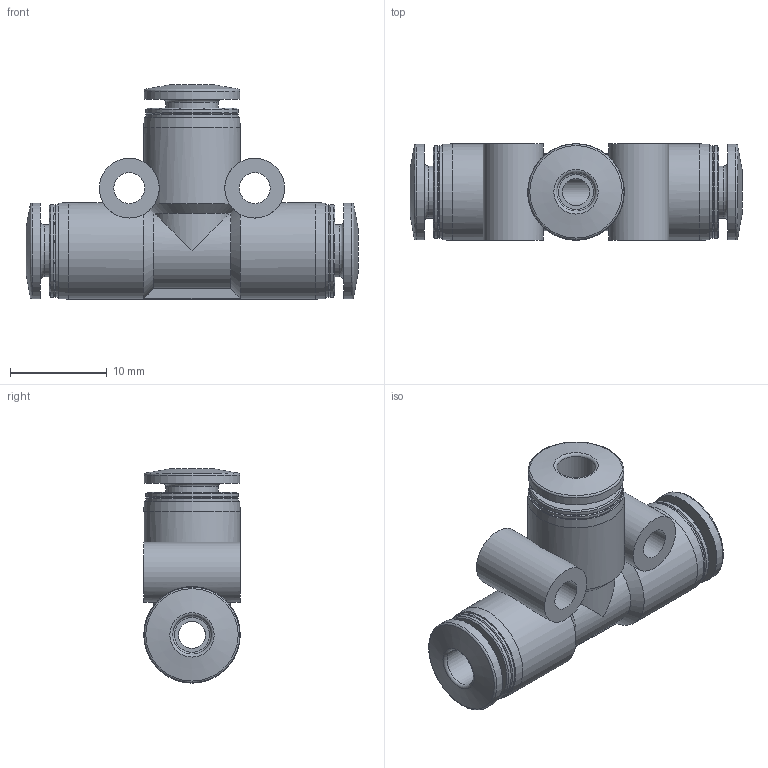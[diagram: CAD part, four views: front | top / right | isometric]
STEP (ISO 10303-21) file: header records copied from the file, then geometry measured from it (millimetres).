
FILE_DESCRIPTION(/* description */ ('STEP AP214'),/* implementation_level */ '2;1');
FILE_NAME(/* name */ '130802_QST-4-100',/* time_stamp */ '2024-09-14T16:39:01+02:00',/* author */ ('License CC BY-ND 4.0'),/* organization */ ('CADENAS'),/* preprocessor_version */ 'ST-DEVELOPER v19.3',/* originating_system */ 'PARTsolutions',/* authorisation */ ' ');
FILE_SCHEMA (('AUTOMOTIVE_DESIGN {1 0 10303 214 3 1 1}'));
Length unit declared in the file: millimetre
Products named in the file (1): 130802 QST-4-100
Bounding box: 34.4 x 10 x 22.2 mm (x, y, z)
Volume: 3029.9 mm3; surface area: 2898.2 mm2
Topology: 1 solids, 1 shells, 78 faces, 163 edges, 99 vertices
Faces by surface type: cylinder 27, cone 21, plane 18, torus 12
Full cylindrical faces by diameter (mm): 2.8 x2, 3.2 x2, 4 x3, 5.4 x3, 6.2 x2, 9.6 x6, 9.9 x3, 10 x2
Entity records: 2450 total; most frequent: CARTESIAN_POINT 387, DIRECTION 328, ORIENTED_EDGE 222, AXIS2_PLACEMENT_3D 162, EDGE_LOOP 148, FACE_BOUND 148, EDGE_CURVE 111, VERTEX_POINT 97
